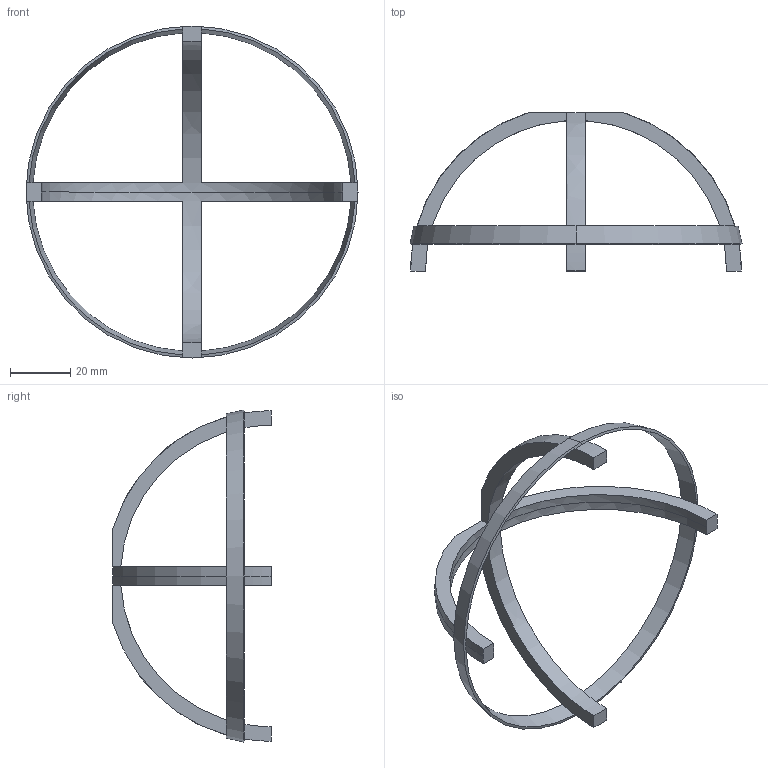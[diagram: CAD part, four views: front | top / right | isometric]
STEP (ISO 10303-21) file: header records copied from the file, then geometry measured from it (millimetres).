
FILE_DESCRIPTION (( 'STEP AP214' ), '1' );
FILE_NAME ('CAD_file.STEP', '2019-07-23T10:51:45', ( '' ), ( '' ), 'SwSTEP 2.0', 'SolidWorks 2016', '' );
FILE_SCHEMA (( 'AUTOMOTIVE_DESIGN' ));
Length unit declared in the file: centimetre
Products named in the file (1): CAD_file
Bounding box: 110.01 x 52.46 x 110.01 mm (x, y, z)
Volume: 10706.6 mm3; surface area: 11311.9 mm2
Topology: 1 solids, 1 shells, 37 faces, 118 edges, 71 vertices
Faces by surface type: sphere 14, plane 13, cone 10
Entity records: 1326 total; most frequent: DIRECTION 254, CARTESIAN_POINT 239, ORIENTED_EDGE 220, AXIS2_PLACEMENT_3D 114, EDGE_CURVE 110, CIRCLE 76, VERTEX_POINT 67, FACE_OUTER_BOUND 37
